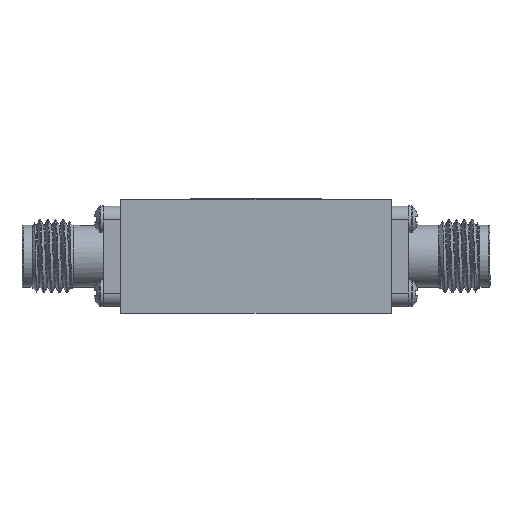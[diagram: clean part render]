
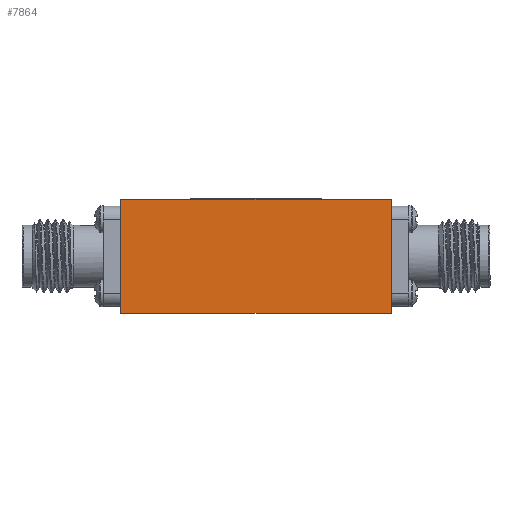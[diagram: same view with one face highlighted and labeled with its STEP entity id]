
A CAD part, front view. The second image highlights one B-rep face of the part: STEP entity #7864.
In plain terms, the highlighted planar face has unit normal (0, -1, 0).
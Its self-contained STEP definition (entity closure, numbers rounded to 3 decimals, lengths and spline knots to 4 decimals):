
#169 = CARTESIAN_POINT ( 'NONE',  ( -0.5118, -0.2953, 0.2165 ) ) ;
#588 = VERTEX_POINT ( 'NONE', #32663 ) ;
#1442 = DIRECTION ( 'NONE',  ( 0., 0., -1. ) ) ;
#1621 = LINE ( 'NONE', #4672, #28293 ) ;
#4672 = CARTESIAN_POINT ( 'NONE',  ( 0.5118, -0.2953, 0.2165 ) ) ;
#6037 = VECTOR ( 'NONE', #19797, 39.3701 ) ;
#6800 = EDGE_CURVE ( 'NONE', #13980, #588, #1621, .T. ) ;
#7864 = ADVANCED_FACE ( 'NONE', ( #19674 ), #30629, .F. ) ;
#8180 = VECTOR ( 'NONE', #32579, 39.3701 ) ;
#8609 = CARTESIAN_POINT ( 'NONE',  ( -0.5118, -0.2953, 0.2165 ) ) ;
#8945 = CARTESIAN_POINT ( 'NONE',  ( -0.5118, -0.2953, 0.2165 ) ) ;
#9009 = ORIENTED_EDGE ( 'NONE', *, *, #19711, .T. ) ;
#9113 = VERTEX_POINT ( 'NONE', #8609 ) ;
#9879 = CARTESIAN_POINT ( 'NONE',  ( -0.5118, -0.2953, 0.2165 ) ) ;
#10732 = CARTESIAN_POINT ( 'NONE',  ( -0.5118, -0.2953, -0.2165 ) ) ;
#12357 = VECTOR ( 'NONE', #27386, 39.3701 ) ;
#13980 = VERTEX_POINT ( 'NONE', #25902 ) ;
#16513 = EDGE_CURVE ( 'NONE', #22431, #588, #24325, .T. ) ;
#16807 = CARTESIAN_POINT ( 'NONE',  ( -0.5118, -0.2953, -0.2165 ) ) ;
#19674 = FACE_OUTER_BOUND ( 'NONE', #24457, .T. ) ;
#19711 = EDGE_CURVE ( 'NONE', #9113, #22431, #25381, .T. ) ;
#19797 = DIRECTION ( 'NONE',  ( 0., 0., -1. ) ) ;
#19865 = DIRECTION ( 'NONE',  ( 0., 0., 1. ) ) ;
#20402 = DIRECTION ( 'NONE',  ( 0., 1., 0. ) ) ;
#22431 = VERTEX_POINT ( 'NONE', #16807 ) ;
#23929 = ORIENTED_EDGE ( 'NONE', *, *, #6800, .F. ) ;
#24325 = LINE ( 'NONE', #10732, #8180 ) ;
#24457 = EDGE_LOOP ( 'NONE', ( #25078, #23929, #35332, #9009 ) ) ;
#25078 = ORIENTED_EDGE ( 'NONE', *, *, #16513, .T. ) ;
#25381 = LINE ( 'NONE', #9879, #6037 ) ;
#25902 = CARTESIAN_POINT ( 'NONE',  ( 0.5118, -0.2953, 0.2165 ) ) ;
#27386 = DIRECTION ( 'NONE',  ( 1., 0., 0. ) ) ;
#28293 = VECTOR ( 'NONE', #1442, 39.3701 ) ;
#28347 = AXIS2_PLACEMENT_3D ( 'NONE', #8945, #20402, #19865 ) ;
#30629 = PLANE ( 'NONE',  #28347 ) ;
#31679 = EDGE_CURVE ( 'NONE', #9113, #13980, #33121, .T. ) ;
#32579 = DIRECTION ( 'NONE',  ( 1., 0., 0. ) ) ;
#32663 = CARTESIAN_POINT ( 'NONE',  ( 0.5118, -0.2953, -0.2165 ) ) ;
#33121 = LINE ( 'NONE', #169, #12357 ) ;
#35332 = ORIENTED_EDGE ( 'NONE', *, *, #31679, .F. ) ;
